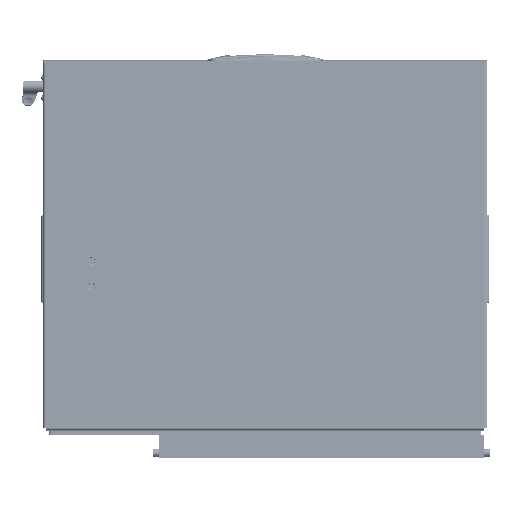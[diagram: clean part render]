
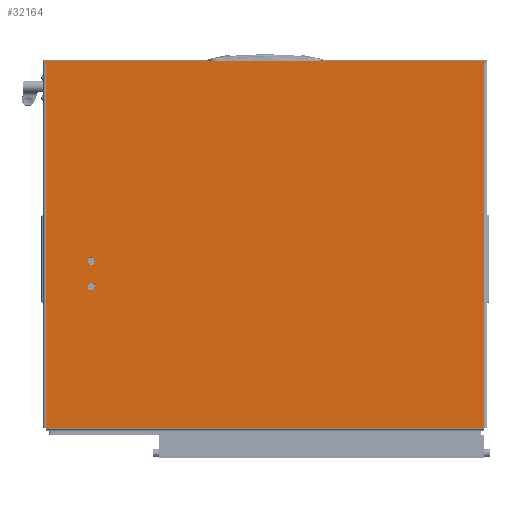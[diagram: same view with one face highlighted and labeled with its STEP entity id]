
A CAD part, front view. The second image highlights one B-rep face of the part: STEP entity #32164.
In plain terms, the highlighted face is planar.
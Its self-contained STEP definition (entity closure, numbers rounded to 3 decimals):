
#3053 = LINE ( 'NONE', #59833, #92326 ) ;
#3134 = DIRECTION ( 'NONE',  ( 0., 0., -1. ) ) ;
#5743 = VERTEX_POINT ( 'NONE', #183607 ) ;
#9395 = CARTESIAN_POINT ( 'NONE',  ( 0., -2., 0. ) ) ;
#11476 = AXIS2_PLACEMENT_3D ( 'NONE', #198552, #3134, #19462 ) ;
#13456 = LINE ( 'NONE', #171611, #64295 ) ;
#17824 = CARTESIAN_POINT ( 'NONE',  ( 0., 610., 0. ) ) ;
#18629 = ORIENTED_EDGE ( 'NONE', *, *, #155211, .F. ) ;
#19048 = CARTESIAN_POINT ( 'NONE',  ( 310., 545., 0. ) ) ;
#19295 = ORIENTED_EDGE ( 'NONE', *, *, #77250, .T. ) ;
#19462 = DIRECTION ( 'NONE',  ( -1., 0., 0. ) ) ;
#20309 = CIRCLE ( 'NONE', #61018, 5.2 ) ;
#21347 = VECTOR ( 'NONE', #111802, 1000. ) ;
#25597 = AXIS2_PLACEMENT_3D ( 'NONE', #88030, #40359, #73693 ) ;
#30221 = CIRCLE ( 'NONE', #11476, 5.2 ) ;
#30898 = LINE ( 'NONE', #57926, #56237 ) ;
#31126 = ORIENTED_EDGE ( 'NONE', *, *, #158383, .F. ) ;
#31398 = CARTESIAN_POINT ( 'NONE',  ( 506., 608., 0. ) ) ;
#32164 = ADVANCED_FACE ( 'NONE', ( #36733, #138800, #143924 ), #91103, .T. ) ;
#33956 = VECTOR ( 'NONE', #179635, 1000. ) ;
#35499 = DIRECTION ( 'NONE',  ( -1., 0., 0. ) ) ;
#36733 = FACE_BOUND ( 'NONE', #147471, .T. ) ;
#40359 = DIRECTION ( 'NONE',  ( 0., 0., -1. ) ) ;
#41878 = DIRECTION ( 'NONE',  ( 0., 1., 0. ) ) ;
#41996 = ORIENTED_EDGE ( 'NONE', *, *, #71104, .F. ) ;
#42844 = EDGE_CURVE ( 'NONE', #58457, #59908, #30898, .T. ) ;
#44046 = VERTEX_POINT ( 'NONE', #64113 ) ;
#47401 = CARTESIAN_POINT ( 'NONE',  ( 315.2, 545., 0. ) ) ;
#54058 = VERTEX_POINT ( 'NONE', #205065 ) ;
#54989 = ORIENTED_EDGE ( 'NONE', *, *, #82541, .F. ) ;
#56174 = EDGE_LOOP ( 'NONE', ( #85170, #98354, #19295, #128844, #177723, #41996, #59145, #60328 ) ) ;
#56237 = VECTOR ( 'NONE', #124239, 1000. ) ;
#57926 = CARTESIAN_POINT ( 'NONE',  ( 0., 610., 0. ) ) ;
#58400 = CARTESIAN_POINT ( 'NONE',  ( 0., 608., 0. ) ) ;
#58457 = VERTEX_POINT ( 'NONE', #73272 ) ;
#59145 = ORIENTED_EDGE ( 'NONE', *, *, #191907, .T. ) ;
#59833 = CARTESIAN_POINT ( 'NONE',  ( 0., -2., 0. ) ) ;
#59908 = VERTEX_POINT ( 'NONE', #17824 ) ;
#60328 = ORIENTED_EDGE ( 'NONE', *, *, #173135, .F. ) ;
#61018 = AXIS2_PLACEMENT_3D ( 'NONE', #19048, #133117, #35499 ) ;
#61868 = VECTOR ( 'NONE', #82816, 1000. ) ;
#64113 = CARTESIAN_POINT ( 'NONE',  ( 0., 0., 0. ) ) ;
#64221 = EDGE_LOOP ( 'NONE', ( #18629, #54989 ) ) ;
#64295 = VECTOR ( 'NONE', #41878, 1000. ) ;
#64779 = VERTEX_POINT ( 'NONE', #139332 ) ;
#66441 = CARTESIAN_POINT ( 'NONE',  ( 0., 0., 0. ) ) ;
#67824 = CIRCLE ( 'NONE', #160983, 5.2 ) ;
#67953 = VERTEX_POINT ( 'NONE', #9395 ) ;
#71104 = EDGE_CURVE ( 'NONE', #54058, #107301, #193105, .T. ) ;
#73272 = CARTESIAN_POINT ( 'NONE',  ( -2., 610., 0. ) ) ;
#73693 = DIRECTION ( 'NONE',  ( -1., 0., 0. ) ) ;
#74302 = DIRECTION ( 'NONE',  ( 0., 0., -1. ) ) ;
#76077 = CARTESIAN_POINT ( 'NONE',  ( 304.8, 545., 0. ) ) ;
#77179 = LINE ( 'NONE', #180341, #33956 ) ;
#77250 = EDGE_CURVE ( 'NONE', #89834, #58457, #77179, .T. ) ;
#77504 = EDGE_CURVE ( 'NONE', #107301, #59908, #13456, .T. ) ;
#81490 = CARTESIAN_POINT ( 'NONE',  ( 0., 608., 0. ) ) ;
#82541 = EDGE_CURVE ( 'NONE', #93961, #172349, #20309, .T. ) ;
#82816 = DIRECTION ( 'NONE',  ( 1., 0., 0. ) ) ;
#84287 = DIRECTION ( 'NONE',  ( -1., 0., 0. ) ) ;
#85170 = ORIENTED_EDGE ( 'NONE', *, *, #104489, .F. ) ;
#87265 = CARTESIAN_POINT ( 'NONE',  ( 0., 608., 0. ) ) ;
#88030 = CARTESIAN_POINT ( 'NONE',  ( 275., 545., 0. ) ) ;
#89834 = VERTEX_POINT ( 'NONE', #124428 ) ;
#91103 = PLANE ( 'NONE',  #161916 ) ;
#92326 = VECTOR ( 'NONE', #93226, 1000. ) ;
#93226 = DIRECTION ( 'NONE',  ( -1., 0., 0. ) ) ;
#93961 = VERTEX_POINT ( 'NONE', #47401 ) ;
#96128 = DIRECTION ( 'NONE',  ( -1., 0., 0. ) ) ;
#98354 = ORIENTED_EDGE ( 'NONE', *, *, #163545, .T. ) ;
#104489 = EDGE_CURVE ( 'NONE', #67953, #44046, #107325, .T. ) ;
#105264 = LINE ( 'NONE', #31398, #21347 ) ;
#107301 = VERTEX_POINT ( 'NONE', #87265 ) ;
#107325 = LINE ( 'NONE', #110215, #148187 ) ;
#107917 = VERTEX_POINT ( 'NONE', #184107 ) ;
#110215 = CARTESIAN_POINT ( 'NONE',  ( 0., -4., 0. ) ) ;
#111802 = DIRECTION ( 'NONE',  ( 0., -1., 0. ) ) ;
#118769 = EDGE_CURVE ( 'NONE', #5743, #64779, #183992, .T. ) ;
#124239 = DIRECTION ( 'NONE',  ( 1., 0., 0. ) ) ;
#124428 = CARTESIAN_POINT ( 'NONE',  ( -2., -2., 0. ) ) ;
#128844 = ORIENTED_EDGE ( 'NONE', *, *, #42844, .T. ) ;
#133117 = DIRECTION ( 'NONE',  ( 0., 0., -1. ) ) ;
#138800 = FACE_BOUND ( 'NONE', #64221, .T. ) ;
#138985 = DIRECTION ( 'NONE',  ( 0., 0., -1. ) ) ;
#139332 = CARTESIAN_POINT ( 'NONE',  ( 280.2, 545., 0. ) ) ;
#139342 = CARTESIAN_POINT ( 'NONE',  ( 275., 545., 0. ) ) ;
#143924 = FACE_OUTER_BOUND ( 'NONE', #56174, .T. ) ;
#147471 = EDGE_LOOP ( 'NONE', ( #157727, #31126 ) ) ;
#148187 = VECTOR ( 'NONE', #207419, 1000. ) ;
#155211 = EDGE_CURVE ( 'NONE', #172349, #93961, #30221, .T. ) ;
#157727 = ORIENTED_EDGE ( 'NONE', *, *, #118769, .F. ) ;
#158383 = EDGE_CURVE ( 'NONE', #64779, #5743, #67824, .T. ) ;
#160983 = AXIS2_PLACEMENT_3D ( 'NONE', #139342, #74302, #96128 ) ;
#161916 = AXIS2_PLACEMENT_3D ( 'NONE', #58400, #138985, #204632 ) ;
#163545 = EDGE_CURVE ( 'NONE', #67953, #89834, #3053, .T. ) ;
#171611 = CARTESIAN_POINT ( 'NONE',  ( 0., -4., 0. ) ) ;
#172349 = VERTEX_POINT ( 'NONE', #76077 ) ;
#173135 = EDGE_CURVE ( 'NONE', #44046, #107917, #207496, .T. ) ;
#177723 = ORIENTED_EDGE ( 'NONE', *, *, #77504, .F. ) ;
#179635 = DIRECTION ( 'NONE',  ( 0., 1., 0. ) ) ;
#180341 = CARTESIAN_POINT ( 'NONE',  ( -2., -4., 0. ) ) ;
#183607 = CARTESIAN_POINT ( 'NONE',  ( 269.8, 545., 0. ) ) ;
#183992 = CIRCLE ( 'NONE', #25597, 5.2 ) ;
#184107 = CARTESIAN_POINT ( 'NONE',  ( 506., 0., 0. ) ) ;
#187999 = VECTOR ( 'NONE', #84287, 1000. ) ;
#191907 = EDGE_CURVE ( 'NONE', #54058, #107917, #105264, .T. ) ;
#193105 = LINE ( 'NONE', #81490, #187999 ) ;
#198552 = CARTESIAN_POINT ( 'NONE',  ( 310., 545., 0. ) ) ;
#204632 = DIRECTION ( 'NONE',  ( -1., 0., 0. ) ) ;
#205065 = CARTESIAN_POINT ( 'NONE',  ( 506., 608., 0. ) ) ;
#207419 = DIRECTION ( 'NONE',  ( 0., 1., 0. ) ) ;
#207496 = LINE ( 'NONE', #66441, #61868 ) ;
